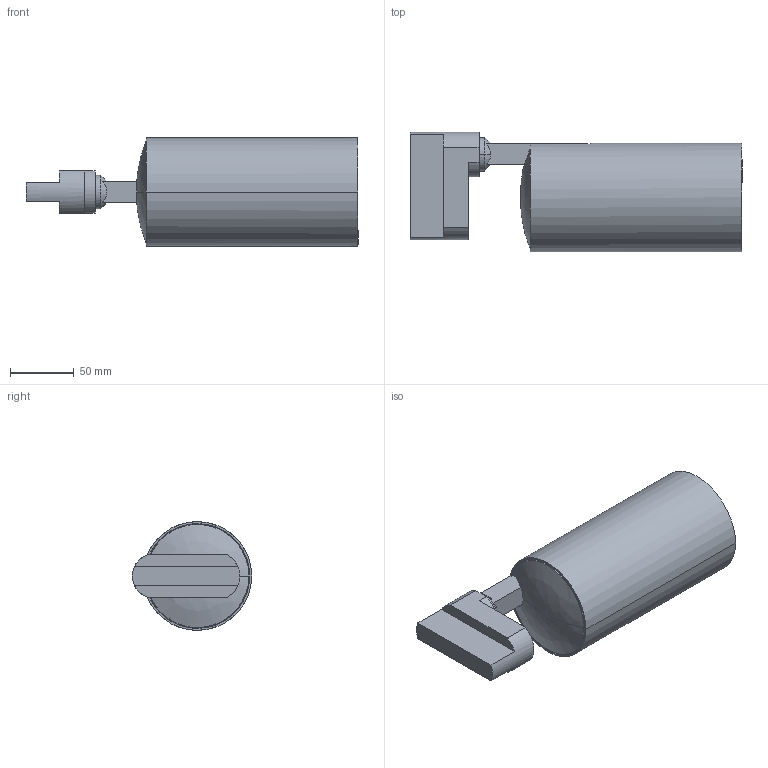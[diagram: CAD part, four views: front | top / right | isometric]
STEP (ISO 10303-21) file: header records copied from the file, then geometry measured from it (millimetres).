
FILE_DESCRIPTION (( 'STEP AP214' ), '1' );
FILE_NAME ('TL_SPOT_ZOOM.STEP', '2024-04-04T10:19:00', ( '' ), ( '' ), 'SwSTEP 2.0', 'SolidWorks 2022', '' );
FILE_SCHEMA (( 'AUTOMOTIVE_DESIGN' ));
Length unit declared in the file: millimetre
Products named in the file (8): TL_SPOT_ZOOM_7; TL_SPOT_ZOOM_3; TL_SPOT_ZOOM; TL_SPOT_ZOOM_5; TL_SPOT_ZOOM_6; TL_SPOT_ZOOM_2; TL_SPOT_ZOOM_4
Assembly tree (7 placements, depth 2):
  TL_SPOT_ZOOM
    TL_SPOT_ZOOM_2
    TL_SPOT_ZOOM_5
    TL_SPOT_ZOOM_4
    TL_SPOT_ZOOM_3
    TL_SPOT_ZOOM
    TL_SPOT_ZOOM_6
    TL_SPOT_ZOOM_7
Bounding box: 259.69 x 93.36 x 85 mm (x, y, z)
Volume: 345234 mm3; surface area: 162291.8 mm2
Topology: 7 solids, 7 shells, 81 faces, 182 edges, 114 vertices
Faces by surface type: plane 33, cone 25, cylinder 19, bspline 4
Entity records: 3655 total; most frequent: CARTESIAN_POINT 597, DIRECTION 430, ORIENTED_EDGE 356, EDGE_CURVE 178, AXIS2_PLACEMENT_3D 175, VERTEX_POINT 114, UNCERTAINTY_MEASURE_WITH_UNIT 103, FILL_AREA_STYLE_COLOUR 95
